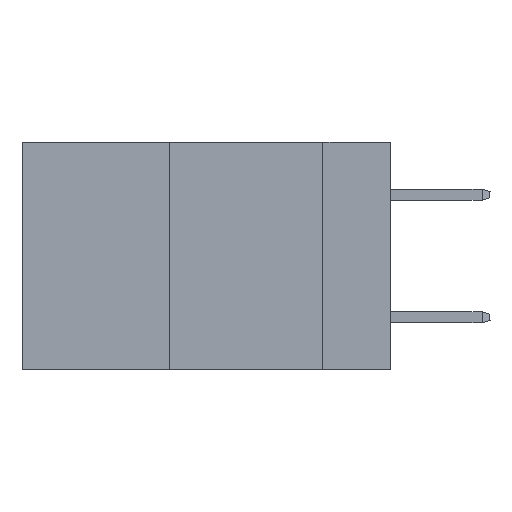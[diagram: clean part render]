
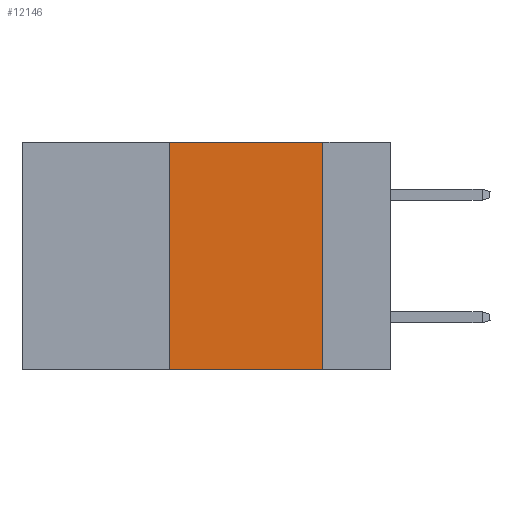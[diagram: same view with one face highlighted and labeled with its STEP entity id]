
A CAD part, left-side view. The second image highlights one B-rep face of the part: STEP entity #12146.
In plain terms, the highlighted planar face has unit normal (-1, 0, 0).
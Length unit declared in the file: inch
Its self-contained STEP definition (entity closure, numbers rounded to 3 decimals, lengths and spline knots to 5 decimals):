
#123 = DIRECTION ( 'NONE',  ( 0., 0., -1. ) ) ;
#546 = DIRECTION ( 'NONE',  ( 0., -1., 0. ) ) ;
#1364 = VECTOR ( 'NONE', #26536, 39.37008 ) ;
#2064 = VERTEX_POINT ( 'NONE', #20084 ) ;
#2295 = EDGE_LOOP ( 'NONE', ( #18868, #24766, #5927, #25527 ) ) ;
#3682 = FACE_OUTER_BOUND ( 'NONE', #2295, .T. ) ;
#5399 = CARTESIAN_POINT ( 'NONE',  ( 0., 0.36, -0.37 ) ) ;
#5927 = ORIENTED_EDGE ( 'NONE', *, *, #19163, .F. ) ;
#6047 = CARTESIAN_POINT ( 'NONE',  ( 0., 0.6, -0.37 ) ) ;
#8140 = VERTEX_POINT ( 'NONE', #23042 ) ;
#8491 = DIRECTION ( 'NONE',  ( 0., 0., 1. ) ) ;
#10363 = VERTEX_POINT ( 'NONE', #5399 ) ;
#10566 = CARTESIAN_POINT ( 'NONE',  ( 0., 0.11, -0.37 ) ) ;
#10667 = VECTOR ( 'NONE', #8491, 39.37008 ) ;
#10850 = PLANE ( 'NONE',  #30530 ) ;
#11175 = VECTOR ( 'NONE', #546, 39.37008 ) ;
#12146 = ADVANCED_FACE ( 'NONE', ( #3682 ), #10850, .F. ) ;
#13430 = DIRECTION ( 'NONE',  ( 0., 0., -1. ) ) ;
#16170 = CARTESIAN_POINT ( 'NONE',  ( 0., 0.6, 0. ) ) ;
#17448 = EDGE_CURVE ( 'NONE', #10363, #33126, #28739, .T. ) ;
#18868 = ORIENTED_EDGE ( 'NONE', *, *, #29300, .F. ) ;
#19163 = EDGE_CURVE ( 'NONE', #10363, #8140, #30912, .T. ) ;
#20084 = CARTESIAN_POINT ( 'NONE',  ( 0., 0.11, 0. ) ) ;
#21074 = CARTESIAN_POINT ( 'NONE',  ( 0., 0.6, 0. ) ) ;
#22133 = VECTOR ( 'NONE', #123, 39.37008 ) ;
#23042 = CARTESIAN_POINT ( 'NONE',  ( 0., 0.36, 0. ) ) ;
#23447 = CARTESIAN_POINT ( 'NONE',  ( 0., 0.11, 0. ) ) ;
#24766 = ORIENTED_EDGE ( 'NONE', *, *, #31911, .F. ) ;
#25527 = ORIENTED_EDGE ( 'NONE', *, *, #17448, .T. ) ;
#26536 = DIRECTION ( 'NONE',  ( 0., -1., 0. ) ) ;
#28682 = DIRECTION ( 'NONE',  ( 1., 0., 0. ) ) ;
#28739 = LINE ( 'NONE', #6047, #1364 ) ;
#29300 = EDGE_CURVE ( 'NONE', #2064, #33126, #29589, .T. ) ;
#29589 = LINE ( 'NONE', #23447, #22133 ) ;
#29840 = LINE ( 'NONE', #16170, #11175 ) ;
#30530 = AXIS2_PLACEMENT_3D ( 'NONE', #21074, #28682, #13430 ) ;
#30912 = LINE ( 'NONE', #31250, #10667 ) ;
#31250 = CARTESIAN_POINT ( 'NONE',  ( 0., 0.36, 0. ) ) ;
#31911 = EDGE_CURVE ( 'NONE', #8140, #2064, #29840, .T. ) ;
#33126 = VERTEX_POINT ( 'NONE', #10566 ) ;
